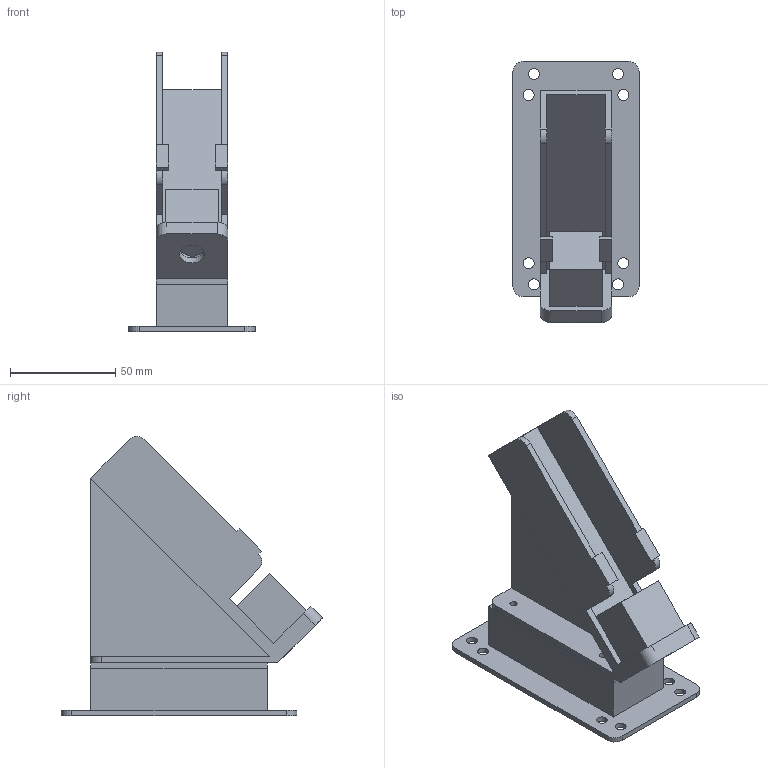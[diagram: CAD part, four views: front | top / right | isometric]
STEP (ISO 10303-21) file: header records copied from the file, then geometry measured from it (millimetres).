
FILE_DESCRIPTION(('FreeCAD Model'),'2;1');
FILE_NAME('Open CASCADE Shape Model','2025-01-15T17:19:11',(''),(''), 'Open CASCADE STEP processor 7.8','FreeCAD','Unknown');
FILE_SCHEMA(('AUTOMOTIVE_DESIGN { 1 0 10303 214 1 1 1 1 }'));
Length unit declared in the file: millimetre
Products named in the file (4): magazyn_opadowy_zlozenie_v1_1; magazyn opadowy v1.1_001; postument v1.1_001; kostka25x25_001
Assembly tree (3 placements, depth 2):
  magazyn_opadowy_zlozenie_v1_1
    magazyn opadowy v1.1_001
    postument v1.1_001
    kostka25x25_001
Bounding box: 60 x 124.31 x 132.68 mm (x, y, z)
Volume: 97800.7 mm3; surface area: 64006.4 mm2
Topology: 3 solids, 3 shells, 99 faces, 259 edges, 169 vertices
Faces by surface type: plane 70, cylinder 29
Full cylindrical faces by diameter (mm): 3.4 x8, 5.2 x8, 12 x1
Entity records: 3185 total; most frequent: CARTESIAN_POINT 532, DIRECTION 523, ORIENTED_EDGE 518, EDGE_CURVE 259, LINE 199, VECTOR 199, VERTEX_POINT 169, AXIS2_PLACEMENT_3D 162
